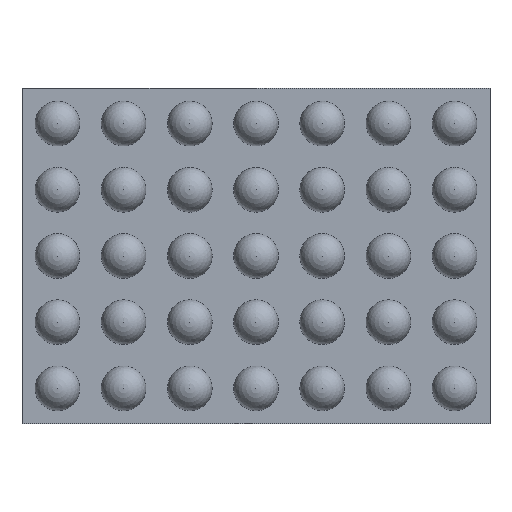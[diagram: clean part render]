
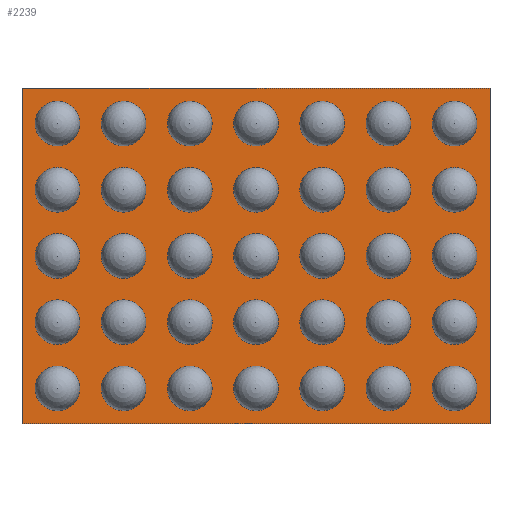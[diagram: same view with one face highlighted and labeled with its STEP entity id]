
A CAD part, front view. The second image highlights one B-rep face of the part: STEP entity #2239.
In plain terms, the highlighted planar face has unit normal (0, -1, 0).
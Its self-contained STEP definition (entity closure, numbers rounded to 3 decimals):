
#29 = VERTEX_POINT ( 'NONE', #1333 ) ;
#55 = VECTOR ( 'NONE', #646, 1000. ) ;
#65 = LINE ( 'NONE', #3270, #55 ) ;
#88 = ORIENTED_EDGE ( 'NONE', *, *, #333, .F. ) ;
#107 = EDGE_LOOP ( 'NONE', ( #585, #1188, #88, #2885 ) ) ;
#239 = VERTEX_POINT ( 'NONE', #2319 ) ;
#333 = EDGE_CURVE ( 'NONE', #531, #29, #3604, .T. ) ;
#363 = DIRECTION ( 'NONE',  ( 0., 0., 1. ) ) ;
#442 = LINE ( 'NONE', #926, #1675 ) ;
#447 = DIRECTION ( 'NONE',  ( 1., 0., 0. ) ) ;
#531 = VERTEX_POINT ( 'NONE', #966 ) ;
#585 = ORIENTED_EDGE ( 'NONE', *, *, #1190, .F. ) ;
#646 = DIRECTION ( 'NONE',  ( -1., 0., 0. ) ) ;
#743 = VECTOR ( 'NONE', #447, 1000. ) ;
#748 = LINE ( 'NONE', #1922, #743 ) ;
#926 = CARTESIAN_POINT ( 'NONE',  ( 1.414, 0., -1.014 ) ) ;
#966 = CARTESIAN_POINT ( 'NONE',  ( -1.414, 0., -1.014 ) ) ;
#1188 = ORIENTED_EDGE ( 'NONE', *, *, #1913, .F. ) ;
#1190 = EDGE_CURVE ( 'NONE', #3199, #239, #442, .T. ) ;
#1210 = EDGE_CURVE ( 'NONE', #239, #531, #65, .T. ) ;
#1333 = CARTESIAN_POINT ( 'NONE',  ( -1.414, 0., 1.014 ) ) ;
#1366 = PLANE ( 'NONE',  #3161 ) ;
#1669 = DIRECTION ( 'NONE',  ( 0., 0., 1. ) ) ;
#1675 = VECTOR ( 'NONE', #3661, 1000. ) ;
#1701 = FACE_OUTER_BOUND ( 'NONE', #107, .T. ) ;
#1790 = CARTESIAN_POINT ( 'NONE',  ( -1.414, 0., -1.014 ) ) ;
#1913 = EDGE_CURVE ( 'NONE', #29, #3199, #748, .T. ) ;
#1922 = CARTESIAN_POINT ( 'NONE',  ( -1.414, 0., 1.014 ) ) ;
#1972 = CARTESIAN_POINT ( 'NONE',  ( 0., 0., 0. ) ) ;
#2239 = ADVANCED_FACE ( 'NONE', ( #1701 ), #1366, .F. ) ;
#2319 = CARTESIAN_POINT ( 'NONE',  ( 1.414, 0., -1.014 ) ) ;
#2694 = CARTESIAN_POINT ( 'NONE',  ( 1.414, 0., 1.014 ) ) ;
#2885 = ORIENTED_EDGE ( 'NONE', *, *, #1210, .F. ) ;
#3137 = DIRECTION ( 'NONE',  ( 0., 1., 0. ) ) ;
#3161 = AXIS2_PLACEMENT_3D ( 'NONE', #1972, #3137, #1669 ) ;
#3199 = VERTEX_POINT ( 'NONE', #2694 ) ;
#3259 = VECTOR ( 'NONE', #363, 1000. ) ;
#3270 = CARTESIAN_POINT ( 'NONE',  ( -1.414, 0., -1.014 ) ) ;
#3604 = LINE ( 'NONE', #1790, #3259 ) ;
#3661 = DIRECTION ( 'NONE',  ( 0., 0., -1. ) ) ;
